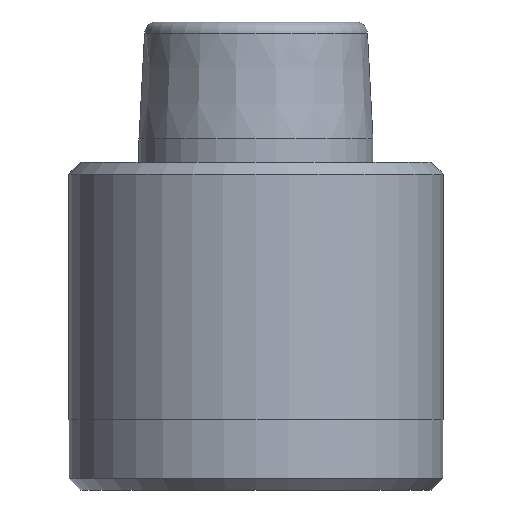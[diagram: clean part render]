
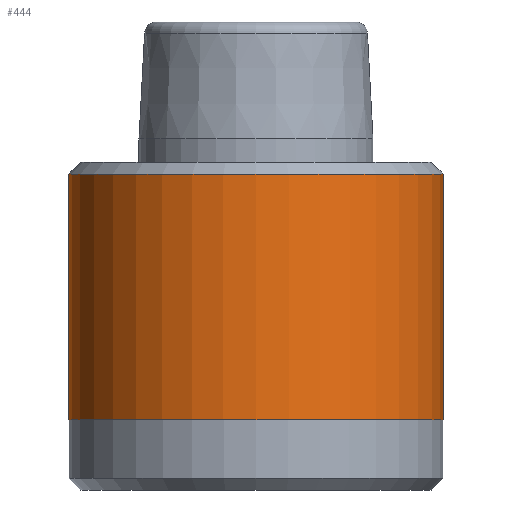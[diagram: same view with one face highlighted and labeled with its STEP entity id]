
A CAD part, front view. The second image highlights one B-rep face of the part: STEP entity #444.
In plain terms, the highlighted cylindrical face has radius 8 mm (diameter 16 mm), a partial arc.
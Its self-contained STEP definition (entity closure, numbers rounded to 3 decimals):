
#52 = ORIENTED_EDGE ( 'NONE', *, *, #819, .T. ) ;
#74 = AXIS2_PLACEMENT_3D ( 'NONE', #1142, #622, #1365 ) ;
#107 = DIRECTION ( 'NONE',  ( 0., 0., 1. ) ) ;
#123 = CARTESIAN_POINT ( 'NONE',  ( 8., 0., -1.5 ) ) ;
#147 = FACE_OUTER_BOUND ( 'NONE', #309, .T. ) ;
#174 = VECTOR ( 'NONE', #411, 1000. ) ;
#215 = VECTOR ( 'NONE', #107, 1000. ) ;
#225 = CARTESIAN_POINT ( 'NONE',  ( 0., 0., -12. ) ) ;
#272 = LINE ( 'NONE', #397, #174 ) ;
#273 = CYLINDRICAL_SURFACE ( 'NONE', #74, 8. ) ;
#288 = VERTEX_POINT ( 'NONE', #1196 ) ;
#309 = EDGE_LOOP ( 'NONE', ( #332, #52, #1133, #551 ) ) ;
#310 = DIRECTION ( 'NONE',  ( 0., 0., -1. ) ) ;
#326 = DIRECTION ( 'NONE',  ( 1., 0., 0. ) ) ;
#332 = ORIENTED_EDGE ( 'NONE', *, *, #508, .F. ) ;
#397 = CARTESIAN_POINT ( 'NONE',  ( 8., 0., -15. ) ) ;
#411 = DIRECTION ( 'NONE',  ( 0., 0., 1. ) ) ;
#443 = EDGE_CURVE ( 'NONE', #451, #825, #272, .T. ) ;
#444 = ADVANCED_FACE ( 'NONE', ( #147 ), #273, .T. ) ;
#451 = VERTEX_POINT ( 'NONE', #1148 ) ;
#474 = AXIS2_PLACEMENT_3D ( 'NONE', #225, #956, #326 ) ;
#508 = EDGE_CURVE ( 'NONE', #288, #667, #530, .T. ) ;
#530 = LINE ( 'NONE', #1156, #215 ) ;
#551 = ORIENTED_EDGE ( 'NONE', *, *, #752, .T. ) ;
#622 = DIRECTION ( 'NONE',  ( 0., 0., 1. ) ) ;
#667 = VERTEX_POINT ( 'NONE', #1127 ) ;
#679 = CIRCLE ( 'NONE', #474, 8. ) ;
#752 = EDGE_CURVE ( 'NONE', #825, #667, #1305, .T. ) ;
#819 = EDGE_CURVE ( 'NONE', #288, #451, #679, .T. ) ;
#825 = VERTEX_POINT ( 'NONE', #123 ) ;
#945 = CARTESIAN_POINT ( 'NONE',  ( 0., 0., -1.5 ) ) ;
#956 = DIRECTION ( 'NONE',  ( 0., 0., 1. ) ) ;
#1046 = DIRECTION ( 'NONE',  ( -1., 0., 0. ) ) ;
#1127 = CARTESIAN_POINT ( 'NONE',  ( -8., 0., -1.5 ) ) ;
#1133 = ORIENTED_EDGE ( 'NONE', *, *, #443, .T. ) ;
#1142 = CARTESIAN_POINT ( 'NONE',  ( 0., 0., -15. ) ) ;
#1148 = CARTESIAN_POINT ( 'NONE',  ( 8., 0., -12. ) ) ;
#1156 = CARTESIAN_POINT ( 'NONE',  ( -8., 0., -15. ) ) ;
#1196 = CARTESIAN_POINT ( 'NONE',  ( -8., 0., -12. ) ) ;
#1210 = AXIS2_PLACEMENT_3D ( 'NONE', #945, #310, #1046 ) ;
#1305 = CIRCLE ( 'NONE', #1210, 8. ) ;
#1365 = DIRECTION ( 'NONE',  ( 1., 0., 0. ) ) ;
